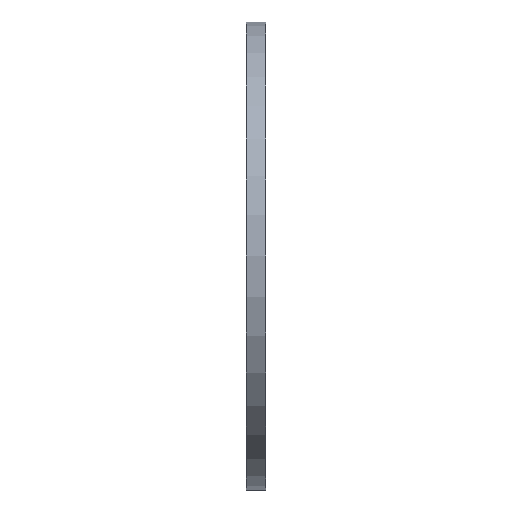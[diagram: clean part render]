
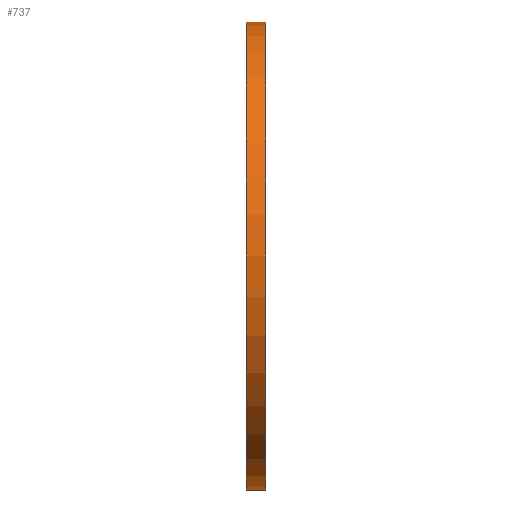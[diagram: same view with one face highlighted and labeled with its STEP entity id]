
A CAD part, left-side view. The second image highlights one B-rep face of the part: STEP entity #737.
In plain terms, the highlighted cylindrical face has radius 61.25 mm (diameter 122.5 mm), a partial arc.
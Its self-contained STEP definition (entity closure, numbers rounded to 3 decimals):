
#62 = CIRCLE ( 'NONE', #676, 61.25 ) ;
#74 = EDGE_LOOP ( 'NONE', ( #866, #540, #551, #475 ) ) ;
#84 = CARTESIAN_POINT ( 'NONE',  ( 0., 0., 0. ) ) ;
#90 = CARTESIAN_POINT ( 'NONE',  ( 0., 5., -61.25 ) ) ;
#158 = CARTESIAN_POINT ( 'NONE',  ( 0., 5., 61.25 ) ) ;
#182 = CARTESIAN_POINT ( 'NONE',  ( 0., 5., 61.25 ) ) ;
#189 = CYLINDRICAL_SURFACE ( 'NONE', #470, 61.25 ) ;
#218 = CARTESIAN_POINT ( 'NONE',  ( 0., 0., 61.25 ) ) ;
#235 = DIRECTION ( 'NONE',  ( 0., -1., 0. ) ) ;
#243 = DIRECTION ( 'NONE',  ( 0., 1., 0. ) ) ;
#396 = LINE ( 'NONE', #711, #666 ) ;
#413 = CARTESIAN_POINT ( 'NONE',  ( 0., 0., -61.25 ) ) ;
#423 = FACE_OUTER_BOUND ( 'NONE', #74, .T. ) ;
#459 = DIRECTION ( 'NONE',  ( 0., 1., 0. ) ) ;
#470 = AXIS2_PLACEMENT_3D ( 'NONE', #493, #942, #559 ) ;
#474 = EDGE_CURVE ( 'NONE', #589, #772, #62, .T. ) ;
#475 = ORIENTED_EDGE ( 'NONE', *, *, #601, .T. ) ;
#480 = DIRECTION ( 'NONE',  ( 0., 0., 1. ) ) ;
#493 = CARTESIAN_POINT ( 'NONE',  ( 0., 5., 0. ) ) ;
#528 = AXIS2_PLACEMENT_3D ( 'NONE', #84, #243, #480 ) ;
#540 = ORIENTED_EDGE ( 'NONE', *, *, #474, .F. ) ;
#551 = ORIENTED_EDGE ( 'NONE', *, *, #712, .T. ) ;
#559 = DIRECTION ( 'NONE',  ( 0., 0., -1. ) ) ;
#589 = VERTEX_POINT ( 'NONE', #90 ) ;
#601 = EDGE_CURVE ( 'NONE', #704, #967, #831, .T. ) ;
#620 = VECTOR ( 'NONE', #235, 1000. ) ;
#666 = VECTOR ( 'NONE', #940, 1000. ) ;
#671 = EDGE_CURVE ( 'NONE', #772, #967, #691, .T. ) ;
#676 = AXIS2_PLACEMENT_3D ( 'NONE', #906, #459, #917 ) ;
#691 = LINE ( 'NONE', #158, #620 ) ;
#704 = VERTEX_POINT ( 'NONE', #413 ) ;
#711 = CARTESIAN_POINT ( 'NONE',  ( 0., 5., -61.25 ) ) ;
#712 = EDGE_CURVE ( 'NONE', #589, #704, #396, .T. ) ;
#737 = ADVANCED_FACE ( 'NONE', ( #423 ), #189, .T. ) ;
#772 = VERTEX_POINT ( 'NONE', #182 ) ;
#831 = CIRCLE ( 'NONE', #528, 61.25 ) ;
#866 = ORIENTED_EDGE ( 'NONE', *, *, #671, .F. ) ;
#906 = CARTESIAN_POINT ( 'NONE',  ( 0., 5., 0. ) ) ;
#917 = DIRECTION ( 'NONE',  ( 0., 0., 1. ) ) ;
#940 = DIRECTION ( 'NONE',  ( 0., -1., 0. ) ) ;
#942 = DIRECTION ( 'NONE',  ( 0., -1., 0. ) ) ;
#967 = VERTEX_POINT ( 'NONE', #218 ) ;
